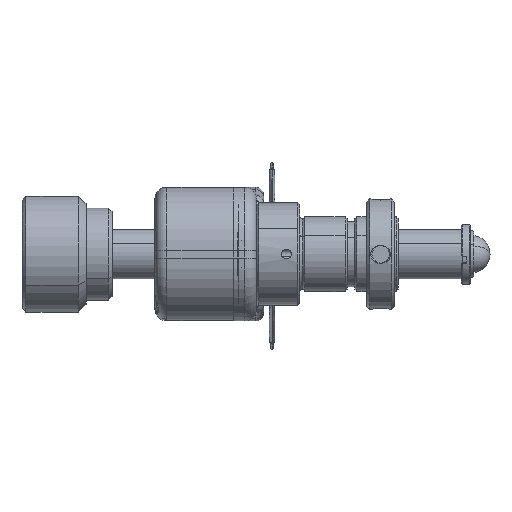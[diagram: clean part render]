
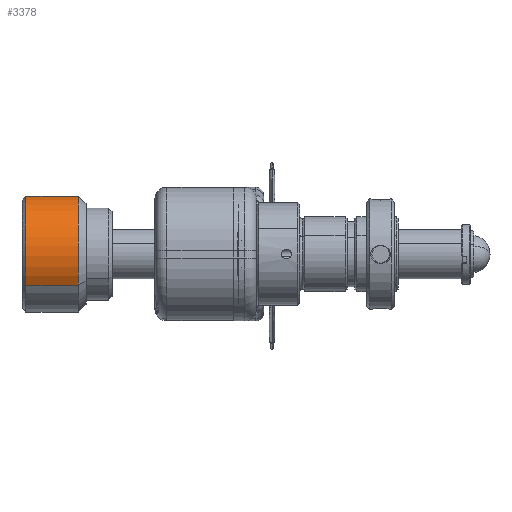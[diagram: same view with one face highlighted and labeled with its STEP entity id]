
A CAD part, left-side view. The second image highlights one B-rep face of the part: STEP entity #3378.
In plain terms, the highlighted cylindrical face has radius 7.366 mm (diameter 14.732 mm), a partial arc.
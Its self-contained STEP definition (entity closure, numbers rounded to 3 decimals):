
#2022 = CARTESIAN_POINT ( 'NONE',  ( -7.083, 39.938, 12.973 ) ) ;
#2158 = DIRECTION ( 'NONE',  ( -0.845, 0., -0.536 ) ) ;
#2515 = DIRECTION ( 'NONE',  ( -0.845, 0., -0.536 ) ) ;
#3378 = ADVANCED_FACE ( 'NONE', ( #24713 ), #26872, .T. ) ;
#4931 = CARTESIAN_POINT ( 'NONE',  ( -0.862, 35.638, 16.917 ) ) ;
#6516 = AXIS2_PLACEMENT_3D ( 'NONE', #4931, #17723, #7415 ) ;
#6532 = DIRECTION ( 'NONE',  ( 0., -1., 0. ) ) ;
#7017 = CARTESIAN_POINT ( 'NONE',  ( 5.358, 46.568, 20.862 ) ) ;
#7415 = DIRECTION ( 'NONE',  ( 0.845, 0., 0.536 ) ) ;
#7884 = VECTOR ( 'NONE', #30183, 1000. ) ;
#9814 = DIRECTION ( 'NONE',  ( 0., -1., 0. ) ) ;
#11216 = ORIENTED_EDGE ( 'NONE', *, *, #32297, .F. ) ;
#12025 = AXIS2_PLACEMENT_3D ( 'NONE', #12482, #9814, #2515 ) ;
#12482 = CARTESIAN_POINT ( 'NONE',  ( -0.862, 46.568, 16.917 ) ) ;
#14144 = EDGE_CURVE ( 'NONE', #25722, #19548, #19717, .T. ) ;
#16888 = ORIENTED_EDGE ( 'NONE', *, *, #14144, .F. ) ;
#16955 = VERTEX_POINT ( 'NONE', #7017 ) ;
#17039 = EDGE_CURVE ( 'NONE', #16955, #19548, #17869, .T. ) ;
#17723 = DIRECTION ( 'NONE',  ( 0., 1., 0. ) ) ;
#17869 = CIRCLE ( 'NONE', #12025, 7.366 ) ;
#18188 = AXIS2_PLACEMENT_3D ( 'NONE', #30240, #6532, #2158 ) ;
#18500 = EDGE_CURVE ( 'NONE', #30392, #16955, #18611, .T. ) ;
#18611 = LINE ( 'NONE', #26242, #23259 ) ;
#19548 = VERTEX_POINT ( 'NONE', #32179 ) ;
#19717 = LINE ( 'NONE', #25046, #7884 ) ;
#23259 = VECTOR ( 'NONE', #23746, 1000. ) ;
#23746 = DIRECTION ( 'NONE',  ( 0., 1., 0. ) ) ;
#24295 = EDGE_LOOP ( 'NONE', ( #16888, #11216, #25348, #25755 ) ) ;
#24713 = FACE_OUTER_BOUND ( 'NONE', #24295, .T. ) ;
#25046 = CARTESIAN_POINT ( 'NONE',  ( -7.083, 35.638, 12.973 ) ) ;
#25348 = ORIENTED_EDGE ( 'NONE', *, *, #18500, .T. ) ;
#25722 = VERTEX_POINT ( 'NONE', #2022 ) ;
#25755 = ORIENTED_EDGE ( 'NONE', *, *, #17039, .T. ) ;
#26242 = CARTESIAN_POINT ( 'NONE',  ( 5.358, 35.638, 20.862 ) ) ;
#26872 = CYLINDRICAL_SURFACE ( 'NONE', #6516, 7.366 ) ;
#27848 = CARTESIAN_POINT ( 'NONE',  ( 5.358, 39.938, 20.862 ) ) ;
#30183 = DIRECTION ( 'NONE',  ( 0., 1., 0. ) ) ;
#30240 = CARTESIAN_POINT ( 'NONE',  ( -0.862, 39.938, 16.917 ) ) ;
#30392 = VERTEX_POINT ( 'NONE', #27848 ) ;
#31452 = CIRCLE ( 'NONE', #18188, 7.366 ) ;
#32179 = CARTESIAN_POINT ( 'NONE',  ( -7.083, 46.568, 12.973 ) ) ;
#32297 = EDGE_CURVE ( 'NONE', #30392, #25722, #31452, .T. ) ;
